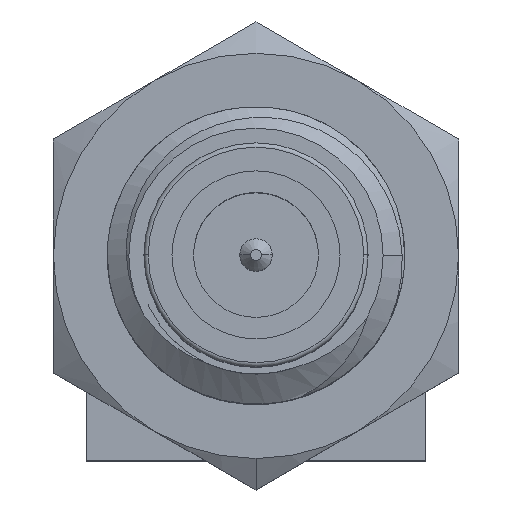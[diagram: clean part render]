
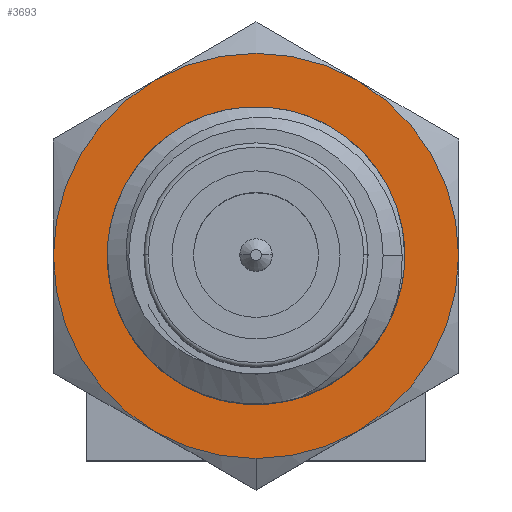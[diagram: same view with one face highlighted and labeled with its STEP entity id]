
A CAD part, top view. The second image highlights one B-rep face of the part: STEP entity #3693.
In plain terms, the highlighted planar face has unit normal (0, 0, 1).
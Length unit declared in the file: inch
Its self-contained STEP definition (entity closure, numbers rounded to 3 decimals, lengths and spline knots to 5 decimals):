
#18 = ORIENTED_EDGE ( 'NONE', *, *, #5527, .T. ) ;
#141 = EDGE_CURVE ( 'NONE', #1834, #1329, #5154, .T. ) ;
#167 = DIRECTION ( 'NONE',  ( 0., -1., 0. ) ) ;
#176 = DIRECTION ( 'NONE',  ( 0., 0., 1. ) ) ;
#237 = DIRECTION ( 'NONE',  ( 0., -1., 0. ) ) ;
#384 = AXIS2_PLACEMENT_3D ( 'NONE', #4057, #5613, #3104 ) ;
#402 = CIRCLE ( 'NONE', #3996, 0.094 ) ;
#421 = VERTEX_POINT ( 'NONE', #5297 ) ;
#446 = ORIENTED_EDGE ( 'NONE', *, *, #1513, .T. ) ;
#509 = DIRECTION ( 'NONE',  ( 0., -1., 0. ) ) ;
#541 = VERTEX_POINT ( 'NONE', #4917 ) ;
#716 = ORIENTED_EDGE ( 'NONE', *, *, #4174, .T. ) ;
#752 = DIRECTION ( 'NONE',  ( 0., -1., 0. ) ) ;
#835 = DIRECTION ( 'NONE',  ( 0., -1., 0. ) ) ;
#922 = CIRCLE ( 'NONE', #1138, 0.094 ) ;
#1041 = ORIENTED_EDGE ( 'NONE', *, *, #4950, .F. ) ;
#1138 = AXIS2_PLACEMENT_3D ( 'NONE', #3462, #5907, #2425 ) ;
#1156 = CIRCLE ( 'NONE', #4849, 0.094 ) ;
#1239 = CIRCLE ( 'NONE', #4194, 0.094 ) ;
#1329 = VERTEX_POINT ( 'NONE', #4605 ) ;
#1417 = CARTESIAN_POINT ( 'NONE',  ( 0., 0.1005, 0.422 ) ) ;
#1462 = CARTESIAN_POINT ( 'NONE',  ( 0., 0.0315, 0.422 ) ) ;
#1513 = EDGE_CURVE ( 'NONE', #421, #3895, #5027, .T. ) ;
#1536 = ORIENTED_EDGE ( 'NONE', *, *, #6074, .F. ) ;
#1541 = CIRCLE ( 'NONE', #6071, 0.069 ) ;
#1566 = CIRCLE ( 'NONE', #1674, 0.094 ) ;
#1674 = AXIS2_PLACEMENT_3D ( 'NONE', #2708, #176, #2220 ) ;
#1787 = AXIS2_PLACEMENT_3D ( 'NONE', #1891, #4825, #6347 ) ;
#1834 = VERTEX_POINT ( 'NONE', #1417 ) ;
#1891 = CARTESIAN_POINT ( 'NONE',  ( 0., 0.0315, 0.422 ) ) ;
#2018 = VERTEX_POINT ( 'NONE', #3491 ) ;
#2156 = EDGE_CURVE ( 'NONE', #2018, #4766, #1566, .T. ) ;
#2220 = DIRECTION ( 'NONE',  ( 0., -1., 0. ) ) ;
#2277 = DIRECTION ( 'NONE',  ( 0., 0., 1. ) ) ;
#2412 = FACE_BOUND ( 'NONE', #5575, .T. ) ;
#2425 = DIRECTION ( 'NONE',  ( 0., -1., 0. ) ) ;
#2515 = ORIENTED_EDGE ( 'NONE', *, *, #2156, .T. ) ;
#2664 = CARTESIAN_POINT ( 'NONE',  ( 0.047, 0.11291, 0.422 ) ) ;
#2708 = CARTESIAN_POINT ( 'NONE',  ( 0., 0.0315, 0.422 ) ) ;
#2801 = DIRECTION ( 'NONE',  ( 0., 0., 1. ) ) ;
#2869 = CARTESIAN_POINT ( 'NONE',  ( 0., 0.0315, 0.422 ) ) ;
#2879 = CARTESIAN_POINT ( 'NONE',  ( -0.094, 0.08577, 0.422 ) ) ;
#2990 = CARTESIAN_POINT ( 'NONE',  ( 0.047, -0.04991, 0.422 ) ) ;
#3096 = VERTEX_POINT ( 'NONE', #2664 ) ;
#3104 = DIRECTION ( 'NONE',  ( 0., -1., 0. ) ) ;
#3227 = CARTESIAN_POINT ( 'NONE',  ( 0., 0.0315, 0.422 ) ) ;
#3255 = CIRCLE ( 'NONE', #384, 0.069 ) ;
#3273 = DIRECTION ( 'NONE',  ( 0., 0., 1. ) ) ;
#3316 = CARTESIAN_POINT ( 'NONE',  ( -0.094, 0.0315, 0.422 ) ) ;
#3348 = VERTEX_POINT ( 'NONE', #6485 ) ;
#3462 = CARTESIAN_POINT ( 'NONE',  ( 0., 0.0315, 0.422 ) ) ;
#3491 = CARTESIAN_POINT ( 'NONE',  ( -0.047, 0.11291, 0.422 ) ) ;
#3594 = EDGE_CURVE ( 'NONE', #3895, #541, #1239, .T. ) ;
#3693 = ADVANCED_FACE ( 'NONE', ( #2412, #4381 ), #5384, .T. ) ;
#3720 = DIRECTION ( 'NONE',  ( 0., 0., 1. ) ) ;
#3895 = VERTEX_POINT ( 'NONE', #2990 ) ;
#3916 = DIRECTION ( 'NONE',  ( 0., 0., 1. ) ) ;
#3996 = AXIS2_PLACEMENT_3D ( 'NONE', #2869, #5979, #6412 ) ;
#4017 = CARTESIAN_POINT ( 'NONE',  ( 0., -0.0375, 0.422 ) ) ;
#4057 = CARTESIAN_POINT ( 'NONE',  ( 0., 0.0315, 0.422 ) ) ;
#4174 = EDGE_CURVE ( 'NONE', #541, #3096, #922, .T. ) ;
#4194 = AXIS2_PLACEMENT_3D ( 'NONE', #4231, #3273, #752 ) ;
#4231 = CARTESIAN_POINT ( 'NONE',  ( 0., 0.0315, 0.422 ) ) ;
#4381 = FACE_OUTER_BOUND ( 'NONE', #4967, .T. ) ;
#4605 = CARTESIAN_POINT ( 'NONE',  ( -0.04834, 0.08073, 0.422 ) ) ;
#4746 = AXIS2_PLACEMENT_3D ( 'NONE', #3227, #2277, #237 ) ;
#4766 = VERTEX_POINT ( 'NONE', #3316 ) ;
#4825 = DIRECTION ( 'NONE',  ( 0., 0., 1. ) ) ;
#4832 = EDGE_CURVE ( 'NONE', #4766, #3348, #4928, .T. ) ;
#4849 = AXIS2_PLACEMENT_3D ( 'NONE', #1462, #3916, #835 ) ;
#4878 = DIRECTION ( 'NONE',  ( 0., -1., 0. ) ) ;
#4917 = CARTESIAN_POINT ( 'NONE',  ( 0.094, 0.0315, 0.422 ) ) ;
#4928 = CIRCLE ( 'NONE', #5464, 0.094 ) ;
#4950 = EDGE_CURVE ( 'NONE', #1329, #5967, #3255, .T. ) ;
#4967 = EDGE_LOOP ( 'NONE', ( #18, #446, #6288, #716, #5292, #2515, #5093 ) ) ;
#5027 = CIRCLE ( 'NONE', #4746, 0.094 ) ;
#5044 = ORIENTED_EDGE ( 'NONE', *, *, #141, .F. ) ;
#5093 = ORIENTED_EDGE ( 'NONE', *, *, #4832, .T. ) ;
#5154 = CIRCLE ( 'NONE', #1787, 0.069 ) ;
#5292 = ORIENTED_EDGE ( 'NONE', *, *, #5541, .T. ) ;
#5297 = CARTESIAN_POINT ( 'NONE',  ( 0., -0.0625, 0.422 ) ) ;
#5346 = DIRECTION ( 'NONE',  ( 0., 0., 1. ) ) ;
#5384 = PLANE ( 'NONE',  #5777 ) ;
#5464 = AXIS2_PLACEMENT_3D ( 'NONE', #6404, #2801, #509 ) ;
#5527 = EDGE_CURVE ( 'NONE', #3348, #421, #402, .T. ) ;
#5541 = EDGE_CURVE ( 'NONE', #3096, #2018, #1156, .T. ) ;
#5575 = EDGE_LOOP ( 'NONE', ( #1041, #5044, #1536 ) ) ;
#5613 = DIRECTION ( 'NONE',  ( 0., 0., 1. ) ) ;
#5777 = AXIS2_PLACEMENT_3D ( 'NONE', #2879, #5346, #4878 ) ;
#5907 = DIRECTION ( 'NONE',  ( 0., 0., 1. ) ) ;
#5967 = VERTEX_POINT ( 'NONE', #4017 ) ;
#5979 = DIRECTION ( 'NONE',  ( 0., 0., 1. ) ) ;
#6071 = AXIS2_PLACEMENT_3D ( 'NONE', #6128, #3720, #167 ) ;
#6074 = EDGE_CURVE ( 'NONE', #5967, #1834, #1541, .T. ) ;
#6128 = CARTESIAN_POINT ( 'NONE',  ( 0., 0.0315, 0.422 ) ) ;
#6288 = ORIENTED_EDGE ( 'NONE', *, *, #3594, .T. ) ;
#6347 = DIRECTION ( 'NONE',  ( 0., -1., 0. ) ) ;
#6404 = CARTESIAN_POINT ( 'NONE',  ( 0., 0.0315, 0.422 ) ) ;
#6412 = DIRECTION ( 'NONE',  ( 0., -1., 0. ) ) ;
#6485 = CARTESIAN_POINT ( 'NONE',  ( -0.047, -0.04991, 0.422 ) ) ;
